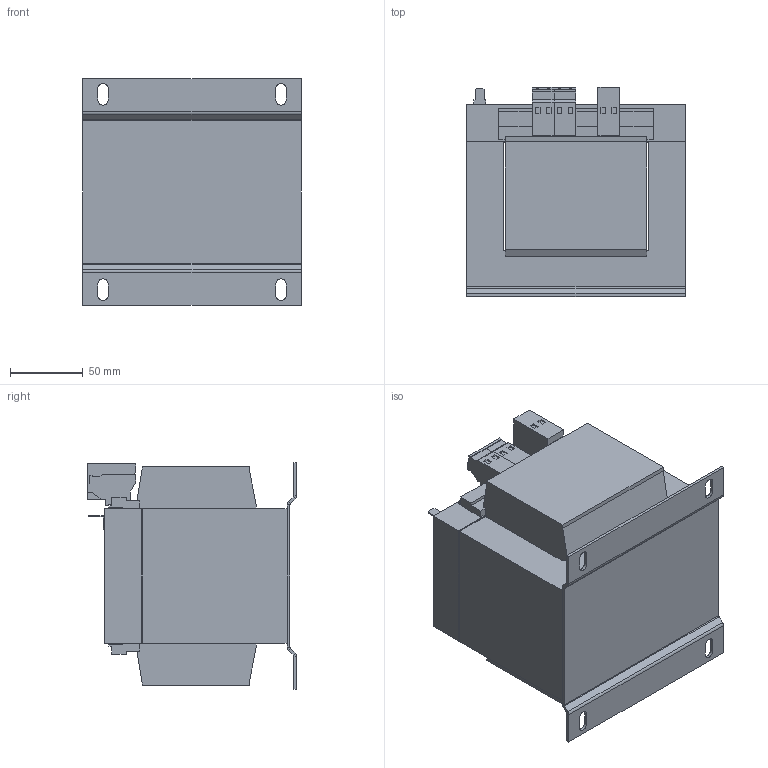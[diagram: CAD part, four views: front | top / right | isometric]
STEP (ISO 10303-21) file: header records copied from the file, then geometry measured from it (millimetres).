
FILE_DESCRIPTION (( 'STEP AP214' ), '1' );
FILE_NAME ('202737.STEP', '2020-05-29T03:46:24', ( '' ), ( '' ), 'SwSTEP 2.0', 'SolidWorks 2018', '' );
FILE_SCHEMA (( 'AUTOMOTIVE_DESIGN' ));
Length unit declared in the file: millimetre
Products named in the file (1): 202737
Bounding box: 150 x 143.25 x 155.4 mm (x, y, z)
Volume: 2246782.5 mm3; surface area: 183102.6 mm2
Topology: 1 solids, 1 shells, 258 faces, 670 edges, 424 vertices
Faces by surface type: plane 216, cylinder 42
Entity records: 7772 total; most frequent: CARTESIAN_POINT 1353, ORIENTED_EDGE 1340, DIRECTION 1272, EDGE_CURVE 670, LINE 586, VECTOR 586, VERTEX_POINT 424, AXIS2_PLACEMENT_3D 343
